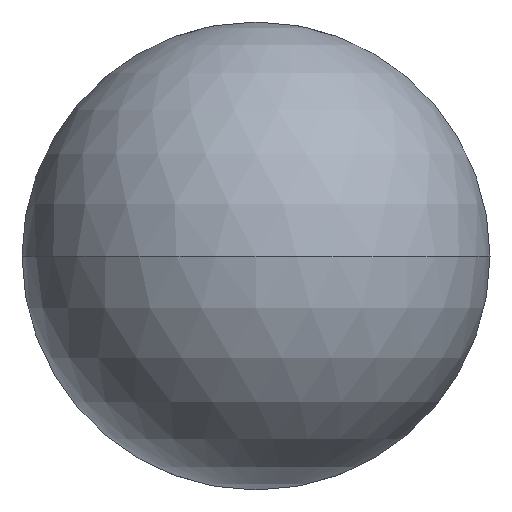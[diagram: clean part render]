
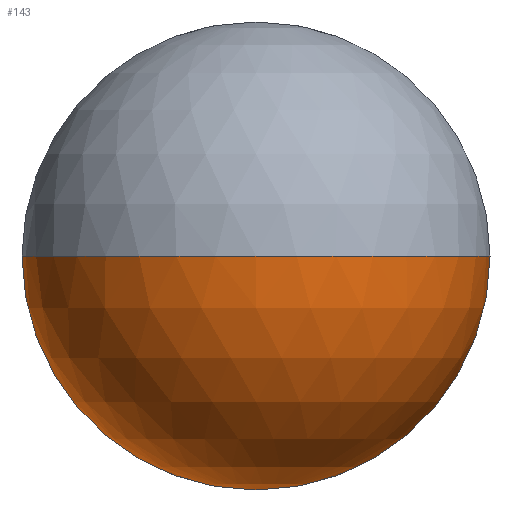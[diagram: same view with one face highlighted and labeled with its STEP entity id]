
A CAD part, front view. The second image highlights one B-rep face of the part: STEP entity #143.
In plain terms, the highlighted spherical face has radius 12.7 mm.
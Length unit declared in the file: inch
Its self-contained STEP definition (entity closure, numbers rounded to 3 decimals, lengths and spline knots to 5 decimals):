
#6 = CIRCLE ( 'NONE', #141, 0.5 ) ;
#47 = DIRECTION ( 'NONE',  ( 0., -1., 0. ) ) ;
#49 = ORIENTED_EDGE ( 'NONE', *, *, #222, .T. ) ;
#64 = DIRECTION ( 'NONE',  ( -1., 0., 0. ) ) ;
#66 = DIRECTION ( 'NONE',  ( 1., 0., 0. ) ) ;
#73 = DIRECTION ( 'NONE',  ( 0., 0., -1. ) ) ;
#80 = CIRCLE ( 'NONE', #447, 0.5 ) ;
#85 = CARTESIAN_POINT ( 'NONE',  ( 0., 0.5, 0. ) ) ;
#87 = CIRCLE ( 'NONE', #413, 0.5 ) ;
#90 = VERTEX_POINT ( 'NONE', #374 ) ;
#97 = VERTEX_POINT ( 'NONE', #293 ) ;
#107 = CARTESIAN_POINT ( 'NONE',  ( 0., 0.5, 0. ) ) ;
#114 = CARTESIAN_POINT ( 'NONE',  ( 0., 0., 0. ) ) ;
#120 = CIRCLE ( 'NONE', #513, 0.5 ) ;
#141 = AXIS2_PLACEMENT_3D ( 'NONE', #85, #47, #455 ) ;
#143 = ADVANCED_FACE ( 'NONE', ( #329 ), #269, .T. ) ;
#148 = EDGE_CURVE ( 'NONE', #302, #508, #80, .T. ) ;
#221 = ORIENTED_EDGE ( 'NONE', *, *, #306, .T. ) ;
#222 = EDGE_CURVE ( 'NONE', #302, #97, #6, .T. ) ;
#231 = CARTESIAN_POINT ( 'NONE',  ( 0., 0.5, 0. ) ) ;
#268 = CARTESIAN_POINT ( 'NONE',  ( 0., 0.5, 0. ) ) ;
#269 = SPHERICAL_SURFACE ( 'NONE', #316, 0.5 ) ;
#276 = ORIENTED_EDGE ( 'NONE', *, *, #520, .T. ) ;
#293 = CARTESIAN_POINT ( 'NONE',  ( 0., 0.5, -0.5 ) ) ;
#302 = VERTEX_POINT ( 'NONE', #320 ) ;
#306 = EDGE_CURVE ( 'NONE', #97, #90, #87, .T. ) ;
#316 = AXIS2_PLACEMENT_3D ( 'NONE', #268, #433, #64 ) ;
#320 = CARTESIAN_POINT ( 'NONE',  ( -0.5, 0.5, 0. ) ) ;
#325 = DIRECTION ( 'NONE',  ( -1., 0., 0. ) ) ;
#329 = FACE_OUTER_BOUND ( 'NONE', #355, .T. ) ;
#355 = EDGE_LOOP ( 'NONE', ( #49, #221, #276, #438 ) ) ;
#361 = DIRECTION ( 'NONE',  ( 0., -1., 0. ) ) ;
#374 = CARTESIAN_POINT ( 'NONE',  ( 0.5, 0.5, 0. ) ) ;
#410 = DIRECTION ( 'NONE',  ( 0., 0., -1. ) ) ;
#413 = AXIS2_PLACEMENT_3D ( 'NONE', #107, #361, #73 ) ;
#433 = DIRECTION ( 'NONE',  ( 0., 0., -1. ) ) ;
#436 = DIRECTION ( 'NONE',  ( 0., 0., 1. ) ) ;
#438 = ORIENTED_EDGE ( 'NONE', *, *, #148, .F. ) ;
#447 = AXIS2_PLACEMENT_3D ( 'NONE', #231, #436, #66 ) ;
#455 = DIRECTION ( 'NONE',  ( 0., 0., -1. ) ) ;
#488 = CARTESIAN_POINT ( 'NONE',  ( 0., 0.5, 0. ) ) ;
#508 = VERTEX_POINT ( 'NONE', #114 ) ;
#513 = AXIS2_PLACEMENT_3D ( 'NONE', #488, #410, #325 ) ;
#520 = EDGE_CURVE ( 'NONE', #90, #508, #120, .T. ) ;
